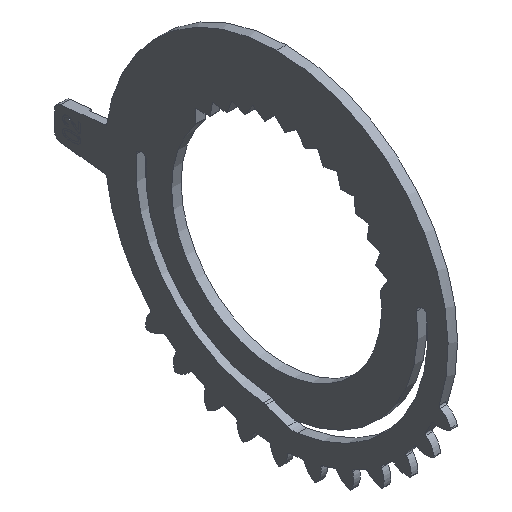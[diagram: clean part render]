
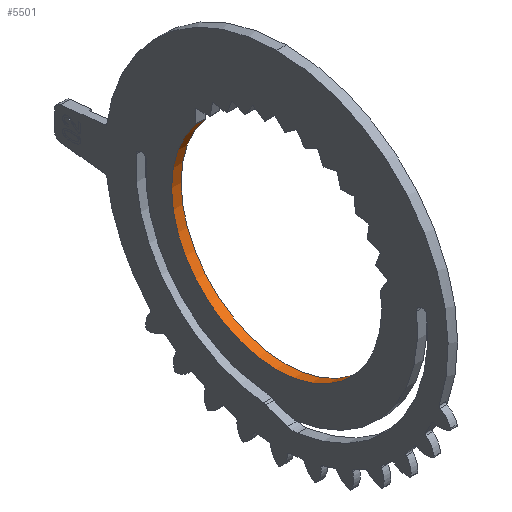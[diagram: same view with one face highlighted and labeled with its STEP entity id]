
A CAD part, isometric view. The second image highlights one B-rep face of the part: STEP entity #5501.
In plain terms, the highlighted cylindrical face has radius 15.5 mm (diameter 31 mm), a partial arc.
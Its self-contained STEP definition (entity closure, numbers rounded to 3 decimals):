
#339 = CARTESIAN_POINT ( 'NONE',  ( 0., 0., 0. ) ) ;
#408 = EDGE_CURVE ( 'NONE', #5153, #2084, #2719, .T. ) ;
#954 = CARTESIAN_POINT ( 'NONE',  ( 1.4, -15.33, 2.291 ) ) ;
#1200 = ORIENTED_EDGE ( 'NONE', *, *, #7230, .F. ) ;
#1221 = CARTESIAN_POINT ( 'NONE',  ( 0., 11.96, 9.859 ) ) ;
#1332 = DIRECTION ( 'NONE',  ( 1., 0., 0. ) ) ;
#1729 = CARTESIAN_POINT ( 'NONE',  ( 1.4, 0., 0. ) ) ;
#1771 = CARTESIAN_POINT ( 'NONE',  ( 1.4, 11.96, 9.859 ) ) ;
#1774 = AXIS2_PLACEMENT_3D ( 'NONE', #5389, #5531, #6711 ) ;
#2084 = VERTEX_POINT ( 'NONE', #7053 ) ;
#2404 = DIRECTION ( 'NONE',  ( -1., 0., 0. ) ) ;
#2613 = DIRECTION ( 'NONE',  ( 0., 0., -1. ) ) ;
#2719 = CIRCLE ( 'NONE', #1774, 15.5 ) ;
#2765 = CYLINDRICAL_SURFACE ( 'NONE', #3122, 15.5 ) ;
#2920 = EDGE_CURVE ( 'NONE', #6805, #6764, #3725, .T. ) ;
#2988 = DIRECTION ( 'NONE',  ( -1., 0., 0. ) ) ;
#3095 = VECTOR ( 'NONE', #2404, 1000. ) ;
#3122 = AXIS2_PLACEMENT_3D ( 'NONE', #1729, #3916, #5012 ) ;
#3376 = AXIS2_PLACEMENT_3D ( 'NONE', #339, #1332, #2613 ) ;
#3563 = ORIENTED_EDGE ( 'NONE', *, *, #2920, .F. ) ;
#3684 = EDGE_CURVE ( 'NONE', #2084, #6764, #5796, .T. ) ;
#3725 = CIRCLE ( 'NONE', #3376, 15.5 ) ;
#3916 = DIRECTION ( 'NONE',  ( -1., 0., 0. ) ) ;
#4154 = CARTESIAN_POINT ( 'NONE',  ( 1.4, -15.33, 2.291 ) ) ;
#4602 = VECTOR ( 'NONE', #2988, 1000. ) ;
#4785 = ORIENTED_EDGE ( 'NONE', *, *, #3684, .T. ) ;
#5012 = DIRECTION ( 'NONE',  ( 0., 0., 1. ) ) ;
#5153 = VERTEX_POINT ( 'NONE', #954 ) ;
#5389 = CARTESIAN_POINT ( 'NONE',  ( 1.4, 0., 0. ) ) ;
#5501 = ADVANCED_FACE ( 'NONE', ( #6777 ), #2765, .F. ) ;
#5531 = DIRECTION ( 'NONE',  ( 1., 0., 0. ) ) ;
#5796 = LINE ( 'NONE', #1771, #4602 ) ;
#5958 = CARTESIAN_POINT ( 'NONE',  ( 0., -15.33, 2.291 ) ) ;
#6452 = LINE ( 'NONE', #4154, #3095 ) ;
#6590 = EDGE_LOOP ( 'NONE', ( #1200, #7000, #4785, #3563 ) ) ;
#6711 = DIRECTION ( 'NONE',  ( 0., 0., -1. ) ) ;
#6764 = VERTEX_POINT ( 'NONE', #1221 ) ;
#6777 = FACE_OUTER_BOUND ( 'NONE', #6590, .T. ) ;
#6805 = VERTEX_POINT ( 'NONE', #5958 ) ;
#7000 = ORIENTED_EDGE ( 'NONE', *, *, #408, .T. ) ;
#7053 = CARTESIAN_POINT ( 'NONE',  ( 1.4, 11.96, 9.859 ) ) ;
#7230 = EDGE_CURVE ( 'NONE', #5153, #6805, #6452, .T. ) ;
